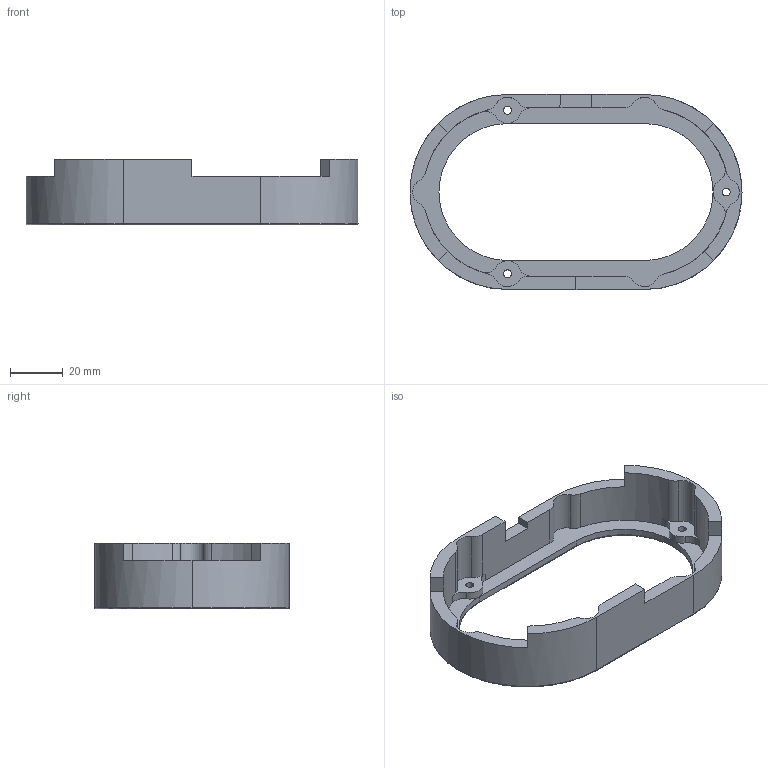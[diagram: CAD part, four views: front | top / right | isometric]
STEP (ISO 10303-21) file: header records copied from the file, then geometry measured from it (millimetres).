
FILE_DESCRIPTION (( 'STEP AP214' ), '1' );
FILE_NAME ('BoxBack.STEP', '2022-10-24T09:43:30', ( '' ), ( '' ), 'SwSTEP 2.0', 'SolidWorks 2022', '' );
FILE_SCHEMA (( 'AUTOMOTIVE_DESIGN' ));
Length unit declared in the file: millimetre
Products named in the file (1): BoxBack
Bounding box: 126 x 74 x 25 mm (x, y, z)
Volume: 36659.2 mm3; surface area: 20910.9 mm2
Topology: 1 solids, 1 shells, 89 faces, 244 edges, 156 vertices
Faces by surface type: cylinder 50, plane 27, torus 12
Entity records: 2925 total; most frequent: DIRECTION 561, CARTESIAN_POINT 490, ORIENTED_EDGE 488, EDGE_CURVE 244, AXIS2_PLACEMENT_3D 227, VERTEX_POINT 156, CIRCLE 137, VECTOR 107
